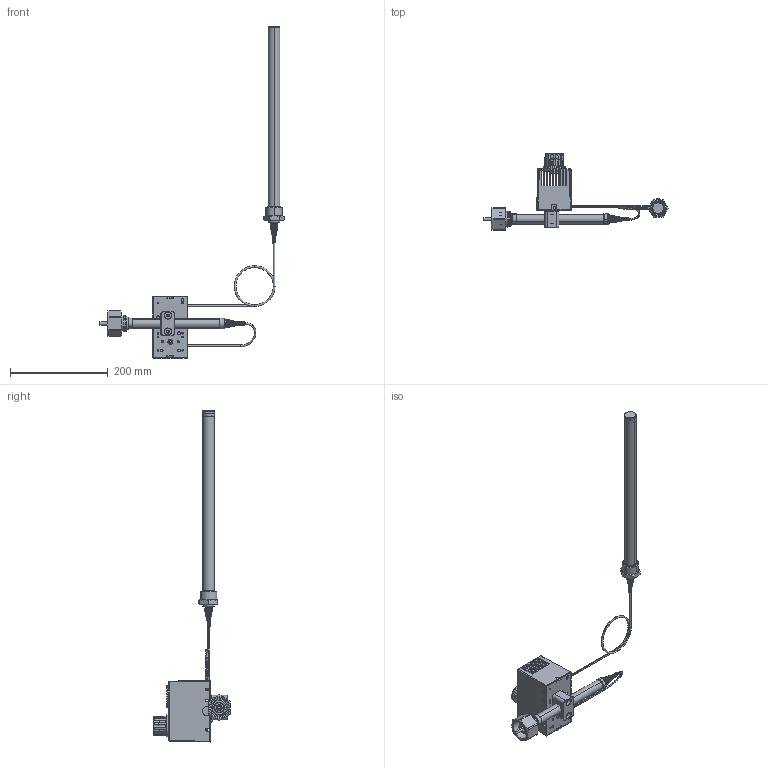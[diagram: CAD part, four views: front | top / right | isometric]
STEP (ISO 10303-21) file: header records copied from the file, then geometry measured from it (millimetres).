
FILE_DESCRIPTION((''),'2;1');
FILE_NAME('065-4391_ASM','2015-03-03T',('u317927'),('Danfoss'),'PRO/ENGINEER BY PARAMETRIC TECHNOLOGY CORPORATION, 2014000','PRO/ENGINEER BY PARAMETRIC TECHNOLOGY CORPORATION, 2014000','');
FILE_SCHEMA(('CONFIG_CONTROL_DESIGN'));
Products named in the file (29): 8460702; 8460683; 5268014; 8460674; 8460723; 8460731; 8461726_ASM; 8460724; 8460725; 8539087; 8460694_ASM; 8460716; 8460580; CEVKA_TERMOSTATA; 8460718; 8460703; 8461704; 8460705; ISESF0802; 8461680_ASM; 8460721; 8460722; 8460720; 8461691_ASM; 8460676; 8460698; 8460701; 8460866; 065-4391_ASM
Assembly tree (29 placements, depth 4):
  065-4391_ASM
    8460702
    8460683
    5268014
    8460674
    8460694_ASM
      8460723
      8461726_ASM
        8460731
      8460724
      8460725
      8539087
    8460716
    8460580  x2
    CEVKA_TERMOSTATA
    8460718
    8461680_ASM
      8460703
      8461704
      8460705
      ISESF0802
    8461691_ASM
      8460721
      8460722
      8460720
    8460676
    8460698
    8460701
    8460866
Bounding box: 377.64 x 157.5 x 679.5 mm (x, y, z)
Volume: 328103.2 mm3; surface area: 335022.9 mm2
Topology: 25 solids, 40 shells, 1721 faces, 4595 edges, 2972 vertices
Faces by surface type: plane 692, cylinder 411, extrusion 201, bspline 176, cone 137, torus 94, sphere 10
Entity records: 93751 total; most frequent: CARTESIAN_POINT 52053, ORIENTED_EDGE 9054, DIRECTION 7565, EDGE_CURVE 4557, VERTEX_POINT 2953, VECTOR 2611, AXIS2_PLACEMENT_3D 2477, LINE 2410
